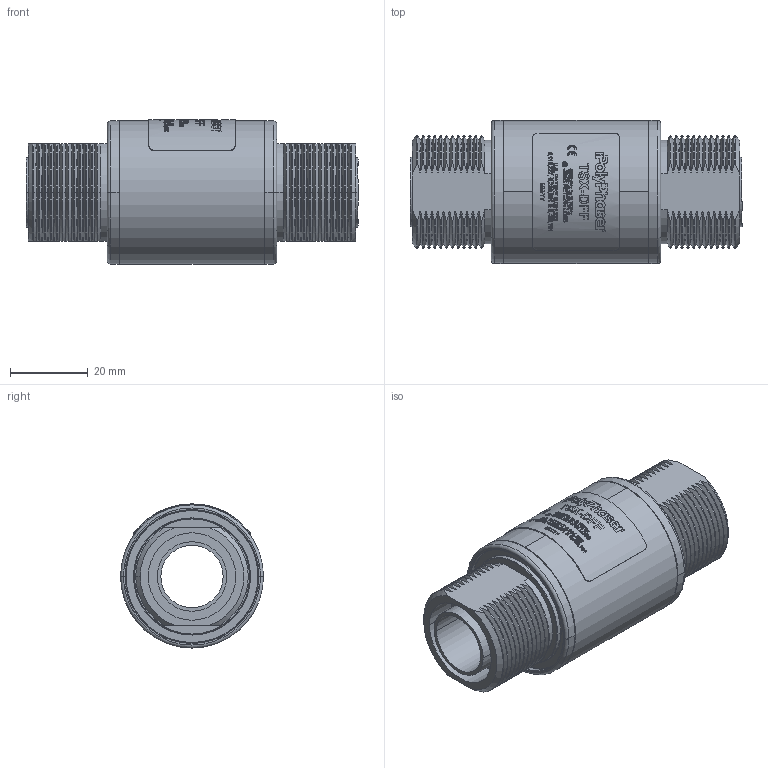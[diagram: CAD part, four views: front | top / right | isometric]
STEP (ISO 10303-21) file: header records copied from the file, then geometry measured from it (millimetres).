
FILE_DESCRIPTION (( 'STEP AP214' ), '1' );
FILE_NAME ('TSX-DFF-BF.STEP', '2019-07-30T19:34:45', ( '' ), ( '' ), 'SwSTEP 2.0', 'SolidWorks 2019', '' );
FILE_SCHEMA (( 'AUTOMOTIVE_DESIGN' ));
Length unit declared in the file: inch
Products named in the file (8): 5800-0173; TSX-DFF-BF; 5800-0172; 7020-3555
Assembly tree (4 placements, depth 2):
  TSX-DFF-BF
    5800-0173  x2
    5800-0172
    7020-3555
  5800-0172
  7020-3555
  5800-0173
  5800-0173
Bounding box: 85.47 x 36.83 x 37.08 mm (x, y, z)
Volume: 45251.1 mm3; surface area: 27674.2 mm2
Topology: 4 solids, 4 shells, 2078 faces, 5659 edges, 3740 vertices
Faces by surface type: bspline 1034, plane 515, cylinder 337, cone 164, torus 28
Entity records: 122638 total; most frequent: CARTESIAN_POINT 62775, ORIENTED_EDGE 10288, EDGE_CURVE 5144, DIRECTION 4318, VERTEX_POINT 3411, B_SPLINE_CURVE_WITH_KNOTS 3349, EDGE_LOOP 2027, FACE_OUTER_BOUND 1881
